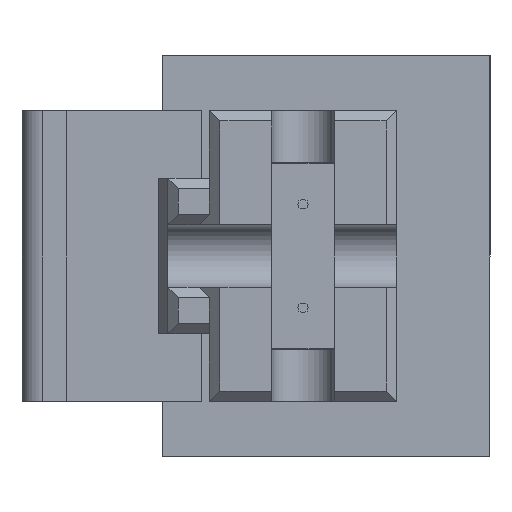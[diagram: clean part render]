
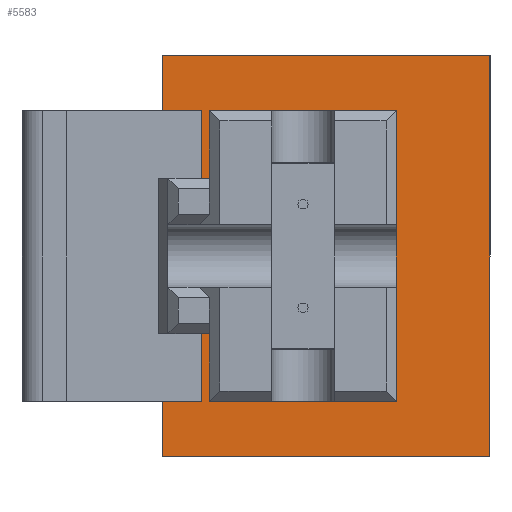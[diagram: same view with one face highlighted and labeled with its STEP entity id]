
A CAD part, left-side view. The second image highlights one B-rep face of the part: STEP entity #5583.
In plain terms, the highlighted face is planar.
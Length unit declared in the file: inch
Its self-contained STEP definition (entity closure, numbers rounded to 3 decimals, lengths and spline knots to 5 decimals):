
#4026 = CARTESIAN_POINT ( 'NONE',  ( 0.1925, 0.2, -0.1575 ) ) ;
#4037 = DIRECTION ( 'NONE',  ( -1., 0., 0. ) ) ;
#4038 = VECTOR ( 'NONE', #4037, 39.37008 ) ;
#4039 = CARTESIAN_POINT ( 'NONE',  ( 0.14, 0.2, -0.0675 ) ) ;
#4040 = LINE ( 'NONE', #4039, #4038 ) ;
#4044 = DIRECTION ( 'NONE',  ( -1., 0., 0. ) ) ;
#4045 = DIRECTION ( 'NONE',  ( 0., 0., -1. ) ) ;
#4046 = DIRECTION ( 'NONE',  ( 0., -1., 0. ) ) ;
#4047 = CARTESIAN_POINT ( 'NONE',  ( -0.1925, 0.2, -0.1575 ) ) ;
#4048 = AXIS2_PLACEMENT_3D ( 'NONE', #4047, #4046, #4045 ) ;
#4049 = CARTESIAN_POINT ( 'NONE',  ( -0.1925, 0.2, -0.1575 ) ) ;
#4056 = PLANE ( 'NONE',  #4048 ) ;
#4057 = FACE_BOUND ( 'NONE', #5612, .T. ) ;
#4058 = FACE_OUTER_BOUND ( 'NONE', #5730, .T. ) ;
#4059 = CARTESIAN_POINT ( 'NONE',  ( 0.14, 0.2, -0.0675 ) ) ;
#4060 = DIRECTION ( 'NONE',  ( 0., 0., -1. ) ) ;
#4061 = VECTOR ( 'NONE', #4060, 39.37008 ) ;
#4062 = CARTESIAN_POINT ( 'NONE',  ( 0.14, 0.2, -0.0675 ) ) ;
#4063 = LINE ( 'NONE', #4062, #4061 ) ;
#4081 = LINE ( 'NONE', #4104, #4103 ) ;
#4103 = VECTOR ( 'NONE', #4044, 39.37008 ) ;
#4104 = CARTESIAN_POINT ( 'NONE',  ( -0.1925, 0.2, -0.1575 ) ) ;
#4184 = DIRECTION ( 'NONE',  ( 0., 0., -1. ) ) ;
#4185 = VECTOR ( 'NONE', #4184, 39.37008 ) ;
#4186 = CARTESIAN_POINT ( 'NONE',  ( 0.1925, 0.2, 0.1575 ) ) ;
#4187 = LINE ( 'NONE', #4186, #4185 ) ;
#4271 = LINE ( 'NONE', #4383, #4382 ) ;
#4335 = CARTESIAN_POINT ( 'NONE',  ( 0.1925, 0.2, 0.1575 ) ) ;
#4336 = DIRECTION ( 'NONE',  ( 1., 0., 0. ) ) ;
#4337 = VECTOR ( 'NONE', #4336, 39.37008 ) ;
#4338 = CARTESIAN_POINT ( 'NONE',  ( -0.1925, 0.2, 0.1575 ) ) ;
#4339 = LINE ( 'NONE', #4338, #4337 ) ;
#4340 = CARTESIAN_POINT ( 'NONE',  ( -0.1925, 0.2, 0.1575 ) ) ;
#4341 = DIRECTION ( 'NONE',  ( 0., 0., 1. ) ) ;
#4342 = VECTOR ( 'NONE', #4341, 39.37008 ) ;
#4343 = CARTESIAN_POINT ( 'NONE',  ( -0.1925, 0.2, 0.1575 ) ) ;
#4344 = LINE ( 'NONE', #4343, #4342 ) ;
#4380 = CARTESIAN_POINT ( 'NONE',  ( -0.14, 0.2, -0.0675 ) ) ;
#4381 = DIRECTION ( 'NONE',  ( 0., 0., 1. ) ) ;
#4382 = VECTOR ( 'NONE', #4381, 39.37008 ) ;
#4383 = CARTESIAN_POINT ( 'NONE',  ( -0.14, 0.2, -0.0675 ) ) ;
#4439 = CARTESIAN_POINT ( 'NONE',  ( -0.14, 0.2, 0.1125 ) ) ;
#4480 = DIRECTION ( 'NONE',  ( 1., 0., 0. ) ) ;
#4481 = VECTOR ( 'NONE', #4480, 39.37008 ) ;
#4482 = CARTESIAN_POINT ( 'NONE',  ( 0.14, 0.2, 0.1125 ) ) ;
#4483 = LINE ( 'NONE', #4482, #4481 ) ;
#4572 = CARTESIAN_POINT ( 'NONE',  ( 0.14, 0.2, 0.1125 ) ) ;
#5577 = VERTEX_POINT ( 'NONE', #4026 ) ;
#5578 = ORIENTED_EDGE ( 'NONE', *, *, #5579, .T. ) ;
#5579 = EDGE_CURVE ( 'NONE', #5577, #5585, #4081, .T. ) ;
#5583 = ADVANCED_FACE ( 'NONE', ( #4058, #4057 ), #4056, .F. ) ;
#5584 = ORIENTED_EDGE ( 'NONE', *, *, #5734, .T. ) ;
#5585 = VERTEX_POINT ( 'NONE', #4049 ) ;
#5612 = EDGE_LOOP ( 'NONE', ( #5613, #5693, #5694, #5628 ) ) ;
#5613 = ORIENTED_EDGE ( 'NONE', *, *, #5614, .F. ) ;
#5614 = EDGE_CURVE ( 'NONE', #5814, #5615, #4063, .T. ) ;
#5615 = VERTEX_POINT ( 'NONE', #4059 ) ;
#5628 = ORIENTED_EDGE ( 'NONE', *, *, #5629, .F. ) ;
#5629 = EDGE_CURVE ( 'NONE', #5615, #5696, #4040, .T. ) ;
#5645 = ORIENTED_EDGE ( 'NONE', *, *, #5646, .T. ) ;
#5646 = EDGE_CURVE ( 'NONE', #5738, #5577, #4187, .T. ) ;
#5693 = ORIENTED_EDGE ( 'NONE', *, *, #5872, .F. ) ;
#5694 = ORIENTED_EDGE ( 'NONE', *, *, #5695, .F. ) ;
#5695 = EDGE_CURVE ( 'NONE', #5696, #5813, #4271, .T. ) ;
#5696 = VERTEX_POINT ( 'NONE', #4380 ) ;
#5730 = EDGE_LOOP ( 'NONE', ( #5584, #5736, #5645, #5578 ) ) ;
#5734 = EDGE_CURVE ( 'NONE', #5585, #5735, #4344, .T. ) ;
#5735 = VERTEX_POINT ( 'NONE', #4340 ) ;
#5736 = ORIENTED_EDGE ( 'NONE', *, *, #5737, .T. ) ;
#5737 = EDGE_CURVE ( 'NONE', #5735, #5738, #4339, .T. ) ;
#5738 = VERTEX_POINT ( 'NONE', #4335 ) ;
#5813 = VERTEX_POINT ( 'NONE', #4439 ) ;
#5814 = VERTEX_POINT ( 'NONE', #4572 ) ;
#5872 = EDGE_CURVE ( 'NONE', #5813, #5814, #4483, .T. ) ;
